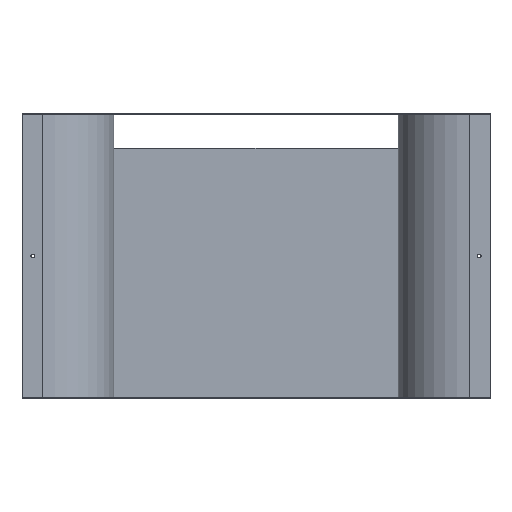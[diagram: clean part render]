
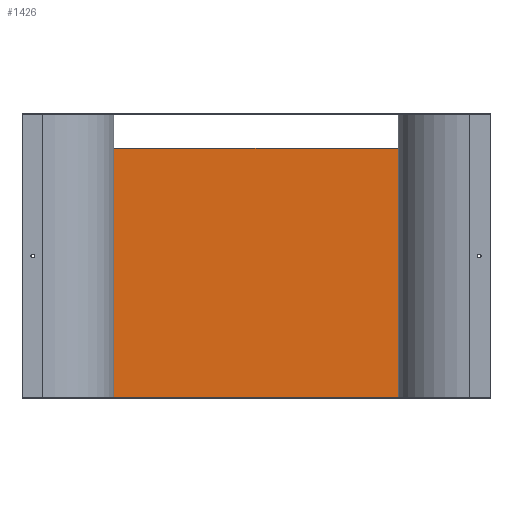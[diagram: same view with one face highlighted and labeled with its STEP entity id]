
A CAD part, front view. The second image highlights one B-rep face of the part: STEP entity #1426.
In plain terms, the highlighted planar face has unit normal (0, -1, 0).
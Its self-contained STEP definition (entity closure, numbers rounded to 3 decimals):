
#161 = AXIS2_PLACEMENT_3D ( 'NONE', #928, #922, #920 ) ;
#222 = EDGE_CURVE ( 'NONE', #1892, #1866, #419, .T. ) ;
#238 = EDGE_CURVE ( 'NONE', #1866, #520, #446, .T. ) ;
#249 = EDGE_CURVE ( 'NONE', #520, #522, #467, .T. ) ;
#338 = EDGE_CURVE ( 'NONE', #1892, #522, #750, .T. ) ;
#419 = LINE ( 'NONE', #1693, #423 ) ;
#423 = VECTOR ( 'NONE', #1682, 1000. ) ;
#446 = LINE ( 'NONE', #1680, #450 ) ;
#450 = VECTOR ( 'NONE', #1673, 1000. ) ;
#467 = LINE ( 'NONE', #1647, #472 ) ;
#472 = VECTOR ( 'NONE', #1641, 1000. ) ;
#520 = VERTEX_POINT ( 'NONE', #842 ) ;
#522 = VERTEX_POINT ( 'NONE', #844 ) ;
#615 = EDGE_LOOP ( 'NONE', ( #1286, #1285, #1284, #1283 ) ) ;
#750 = LINE ( 'NONE', #1165, #752 ) ;
#752 = VECTOR ( 'NONE', #1163, 1000. ) ;
#794 = FACE_OUTER_BOUND ( 'NONE', #615, .T. ) ;
#830 = CARTESIAN_POINT ( 'NONE',  ( -200., 168., -399. ) ) ;
#842 = CARTESIAN_POINT ( 'NONE',  ( -200., 168., -48. ) ) ;
#844 = CARTESIAN_POINT ( 'NONE',  ( 200., 168., -48. ) ) ;
#912 = CARTESIAN_POINT ( 'NONE',  ( 200., 168., -399. ) ) ;
#920 = DIRECTION ( 'NONE',  ( 1., 0., 0. ) ) ;
#922 = DIRECTION ( 'NONE',  ( 0., -1., 0. ) ) ;
#923 = PLANE ( 'NONE',  #161 ) ;
#928 = CARTESIAN_POINT ( 'NONE',  ( 0., 168., 0. ) ) ;
#1163 = DIRECTION ( 'NONE',  ( 0., 0., 1. ) ) ;
#1165 = CARTESIAN_POINT ( 'NONE',  ( 200., 168., -400. ) ) ;
#1283 = ORIENTED_EDGE ( 'NONE', *, *, #249, .F. ) ;
#1284 = ORIENTED_EDGE ( 'NONE', *, *, #338, .T. ) ;
#1285 = ORIENTED_EDGE ( 'NONE', *, *, #222, .F. ) ;
#1286 = ORIENTED_EDGE ( 'NONE', *, *, #238, .F. ) ;
#1426 = ADVANCED_FACE ( 'NONE', ( #794 ), #923, .T. ) ;
#1641 = DIRECTION ( 'NONE',  ( 1., 0., 0. ) ) ;
#1647 = CARTESIAN_POINT ( 'NONE',  ( 201., 168., -48. ) ) ;
#1673 = DIRECTION ( 'NONE',  ( 0., 0., 1. ) ) ;
#1680 = CARTESIAN_POINT ( 'NONE',  ( -200., 168., -400. ) ) ;
#1682 = DIRECTION ( 'NONE',  ( -1., 0., 0. ) ) ;
#1693 = CARTESIAN_POINT ( 'NONE',  ( 200., 168., -399. ) ) ;
#1866 = VERTEX_POINT ( 'NONE', #830 ) ;
#1892 = VERTEX_POINT ( 'NONE', #912 ) ;
